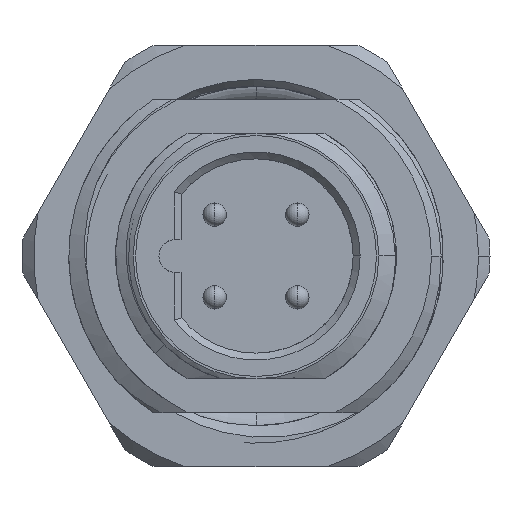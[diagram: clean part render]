
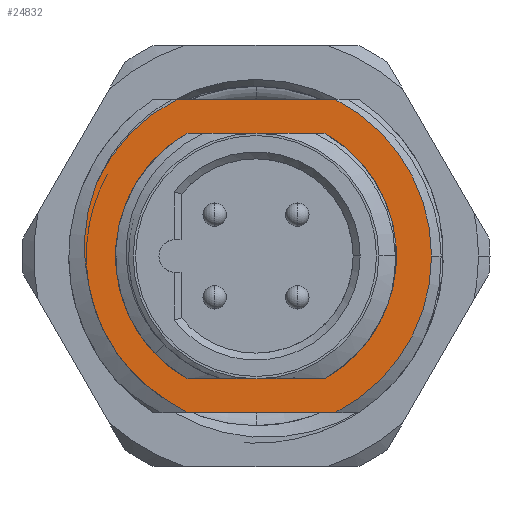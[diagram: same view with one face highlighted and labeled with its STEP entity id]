
A CAD part, left-side view. The second image highlights one B-rep face of the part: STEP entity #24832.
In plain terms, the highlighted planar face has unit normal (-1, 0, 0).
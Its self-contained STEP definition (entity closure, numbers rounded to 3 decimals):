
#90 = ORIENTED_EDGE ( 'NONE', *, *, #27044, .F. ) ;
#294 = AXIS2_PLACEMENT_3D ( 'NONE', #12323, #28895, #4480 ) ;
#1075 = VECTOR ( 'NONE', #16126, 1000. ) ;
#1361 = VERTEX_POINT ( 'NONE', #29774 ) ;
#1754 = CARTESIAN_POINT ( 'NONE',  ( -3.4, -2.905, -3.75 ) ) ;
#1859 = AXIS2_PLACEMENT_3D ( 'NONE', #17139, #12889, #15872 ) ;
#1977 = LINE ( 'NONE', #11409, #1075 ) ;
#2507 = CARTESIAN_POINT ( 'NONE',  ( -3.4, 7.048, -10.77 ) ) ;
#2815 = VERTEX_POINT ( 'NONE', #7458 ) ;
#3192 = LINE ( 'NONE', #20184, #8104 ) ;
#4215 = VERTEX_POINT ( 'NONE', #15090 ) ;
#4480 = DIRECTION ( 'NONE',  ( 0., 0.449, 0.893 ) ) ;
#4618 = VERTEX_POINT ( 'NONE', #29946 ) ;
#4904 = EDGE_CURVE ( 'NONE', #30743, #4215, #20605, .T. ) ;
#5437 = VERTEX_POINT ( 'NONE', #1754 ) ;
#5708 = ORIENTED_EDGE ( 'NONE', *, *, #8875, .T. ) ;
#5864 = DIRECTION ( 'NONE',  ( 0., 1., 0. ) ) ;
#6474 = VERTEX_POINT ( 'NONE', #25000 ) ;
#6778 = ORIENTED_EDGE ( 'NONE', *, *, #25454, .T. ) ;
#6882 = LINE ( 'NONE', #9393, #7814 ) ;
#7217 = CARTESIAN_POINT ( 'NONE',  ( -3.4, 5.72, -13.482 ) ) ;
#7372 = CARTESIAN_POINT ( 'NONE',  ( -3.4, 4.663, -14.574 ) ) ;
#7431 = AXIS2_PLACEMENT_3D ( 'NONE', #19830, #29482, #24744 ) ;
#7458 = CARTESIAN_POINT ( 'NONE',  ( -3.4, 2.905, -3.75 ) ) ;
#7814 = VECTOR ( 'NONE', #21522, 1000. ) ;
#8104 = VECTOR ( 'NONE', #5864, 1000. ) ;
#8415 = VERTEX_POINT ( 'NONE', #22951 ) ;
#8704 = CARTESIAN_POINT ( 'NONE',  ( -3.4, 3.24, -15.54 ) ) ;
#8782 = CARTESIAN_POINT ( 'NONE',  ( -3.4, 2.905, -14.25 ) ) ;
#8870 = CARTESIAN_POINT ( 'NONE',  ( -3.4, 3.37, -2.3 ) ) ;
#8875 = EDGE_CURVE ( 'NONE', #29092, #23168, #1977, .T. ) ;
#9219 = CARTESIAN_POINT ( 'NONE',  ( -3.4, 7.311, -9.538 ) ) ;
#9246 = CARTESIAN_POINT ( 'NONE',  ( -3.4, -3.37, -2.3 ) ) ;
#9393 = CARTESIAN_POINT ( 'NONE',  ( -3.4, -3.37, -15.7 ) ) ;
#9583 = CARTESIAN_POINT ( 'NONE',  ( -3.4, 6.907, -11.26 ) ) ;
#9825 = CARTESIAN_POINT ( 'NONE',  ( -3.4, 6.958, -6.231 ) ) ;
#9850 = ORIENTED_EDGE ( 'NONE', *, *, #22115, .T. ) ;
#11218 = CARTESIAN_POINT ( 'NONE',  ( -3.4, 2.924, -15.7 ) ) ;
#11409 = CARTESIAN_POINT ( 'NONE',  ( -3.4, -2.905, -14.25 ) ) ;
#11580 = CARTESIAN_POINT ( 'NONE',  ( -3.4, 7.068, -6.588 ) ) ;
#11606 = DIRECTION ( 'NONE',  ( 0., 1., 0. ) ) ;
#11762 = LINE ( 'NONE', #9246, #17912 ) ;
#12132 = CARTESIAN_POINT ( 'NONE',  ( -3.4, 3.834, -15.154 ) ) ;
#12133 = FACE_OUTER_BOUND ( 'NONE', #18028, .T. ) ;
#12281 = DIRECTION ( 'NONE',  ( -1., 0., 0. ) ) ;
#12323 = CARTESIAN_POINT ( 'NONE',  ( -3.4, 0., -9. ) ) ;
#12775 = EDGE_CURVE ( 'NONE', #5437, #2815, #3192, .T. ) ;
#12889 = DIRECTION ( 'NONE',  ( -1., 0., 0. ) ) ;
#14372 = CIRCLE ( 'NONE', #20916, 7.5 ) ;
#14498 = PLANE ( 'NONE',  #27537 ) ;
#14605 = CARTESIAN_POINT ( 'NONE',  ( -3.4, 3.834, -15.154 ) ) ;
#15071 = CARTESIAN_POINT ( 'NONE',  ( -3.4, -7.5, -9. ) ) ;
#15090 = CARTESIAN_POINT ( 'NONE',  ( -3.4, 2.924, -15.7 ) ) ;
#15548 = VERTEX_POINT ( 'NONE', #15071 ) ;
#15645 = EDGE_CURVE ( 'NONE', #8415, #15548, #19849, .T. ) ;
#15872 = DIRECTION ( 'NONE',  ( 0., -0.484, -0.875 ) ) ;
#16126 = DIRECTION ( 'NONE',  ( 0., 1., 0. ) ) ;
#16905 = CARTESIAN_POINT ( 'NONE',  ( -3.4, 6.821, -5.882 ) ) ;
#16974 = ORIENTED_EDGE ( 'NONE', *, *, #12775, .F. ) ;
#17127 = ORIENTED_EDGE ( 'NONE', *, *, #17263, .T. ) ;
#17139 = CARTESIAN_POINT ( 'NONE',  ( -3.4, 0., -9. ) ) ;
#17263 = EDGE_CURVE ( 'NONE', #23845, #1361, #21406, .T. ) ;
#17651 = ORIENTED_EDGE ( 'NONE', *, *, #19405, .T. ) ;
#17912 = VECTOR ( 'NONE', #11606, 1000. ) ;
#18028 = EDGE_LOOP ( 'NONE', ( #17127, #17651, #23271, #29480, #20192, #27084, #6778, #9850 ) ) ;
#18919 = DIRECTION ( 'NONE',  ( 0., 0., 1. ) ) ;
#19405 = EDGE_CURVE ( 'NONE', #1361, #6474, #20589, .T. ) ;
#19830 = CARTESIAN_POINT ( 'NONE',  ( -3.4, 0., -9. ) ) ;
#19849 = CIRCLE ( 'NONE', #26430, 7.5 ) ;
#20184 = CARTESIAN_POINT ( 'NONE',  ( -3.4, -2.905, -3.75 ) ) ;
#20192 = ORIENTED_EDGE ( 'NONE', *, *, #30143, .F. ) ;
#20589 = B_SPLINE_CURVE_WITH_KNOTS ( 'NONE', 3,
 ( #16905, #9825, #11580, #26549, #29068, #30831, #9219, #29375 ),
 .UNSPECIFIED., .F., .F.,
 ( 4, 2, 2, 4 ),
 ( 0., 0.001, 0.002, 0.004 ),
 .UNSPECIFIED. ) ;
#20605 = B_SPLINE_CURVE_WITH_KNOTS ( 'NONE', 3,
 ( #29560, #27029, #8704, #11218 ),
 .UNSPECIFIED., .F., .F.,
 ( 4, 4 ),
 ( 0., 0.001 ),
 .UNSPECIFIED. ) ;
#20916 = AXIS2_PLACEMENT_3D ( 'NONE', #30370, #27839, #22794 ) ;
#21281 = CARTESIAN_POINT ( 'NONE',  ( -3.4, 0., -9. ) ) ;
#21406 = CIRCLE ( 'NONE', #294, 7.5 ) ;
#21522 = DIRECTION ( 'NONE',  ( 0., 1., 0. ) ) ;
#21858 = DIRECTION ( 'NONE',  ( -1., 0., 0. ) ) ;
#22115 = EDGE_CURVE ( 'NONE', #4618, #23845, #11762, .T. ) ;
#22169 = DIRECTION ( 'NONE',  ( 0., -0.449, -0.893 ) ) ;
#22794 = DIRECTION ( 'NONE',  ( 0., -0.449, -0.893 ) ) ;
#22951 = CARTESIAN_POINT ( 'NONE',  ( -3.4, -3.37, -15.7 ) ) ;
#23168 = VERTEX_POINT ( 'NONE', #8782 ) ;
#23271 = ORIENTED_EDGE ( 'NONE', *, *, #25185, .T. ) ;
#23483 = CIRCLE ( 'NONE', #1859, 6. ) ;
#23845 = VERTEX_POINT ( 'NONE', #8870 ) ;
#24095 = CARTESIAN_POINT ( 'NONE',  ( -3.4, 0., -9. ) ) ;
#24265 = EDGE_LOOP ( 'NONE', ( #16974, #90, #5708, #26477 ) ) ;
#24744 = DIRECTION ( 'NONE',  ( 0., 0.484, 0.875 ) ) ;
#24832 = ADVANCED_FACE ( 'NONE', ( #12133, #28558 ), #14498, .T. ) ;
#25000 = CARTESIAN_POINT ( 'NONE',  ( -3.4, 7.138, -10.269 ) ) ;
#25185 = EDGE_CURVE ( 'NONE', #6474, #30743, #28691, .T. ) ;
#25454 = EDGE_CURVE ( 'NONE', #15548, #4618, #14372, .T. ) ;
#25993 = CARTESIAN_POINT ( 'NONE',  ( -3.4, 4.266, -14.884 ) ) ;
#26149 = CARTESIAN_POINT ( 'NONE',  ( -3.4, 6.29, -12.64 ) ) ;
#26338 = CARTESIAN_POINT ( 'NONE',  ( -3.4, -2.905, -14.25 ) ) ;
#26430 = AXIS2_PLACEMENT_3D ( 'NONE', #24095, #21858, #22169 ) ;
#26477 = ORIENTED_EDGE ( 'NONE', *, *, #31177, .F. ) ;
#26549 = CARTESIAN_POINT ( 'NONE',  ( -3.4, 7.232, -7.313 ) ) ;
#27029 = CARTESIAN_POINT ( 'NONE',  ( -3.4, 3.544, -15.358 ) ) ;
#27044 = EDGE_CURVE ( 'NONE', #29092, #5437, #23483, .T. ) ;
#27084 = ORIENTED_EDGE ( 'NONE', *, *, #15645, .T. ) ;
#27537 = AXIS2_PLACEMENT_3D ( 'NONE', #21281, #12281, #18919 ) ;
#27839 = DIRECTION ( 'NONE',  ( -1., 0., 0. ) ) ;
#28516 = CARTESIAN_POINT ( 'NONE',  ( -3.4, 7.138, -10.269 ) ) ;
#28558 = FACE_BOUND ( 'NONE', #24265, .T. ) ;
#28691 = B_SPLINE_CURVE_WITH_KNOTS ( 'NONE', 3,
 ( #28516, #2507, #9583, #28819, #26149, #7217, #28966, #7372, #25993, #14605 ),
 .UNSPECIFIED., .F., .F.,
 ( 4, 2, 2, 2, 4 ),
 ( 0., 0.002, 0.003, 0.005, 0.006 ),
 .UNSPECIFIED. ) ;
#28819 = CARTESIAN_POINT ( 'NONE',  ( -3.4, 6.529, -12.193 ) ) ;
#28895 = DIRECTION ( 'NONE',  ( -1., 0., 0. ) ) ;
#28966 = CARTESIAN_POINT ( 'NONE',  ( -3.4, 5.391, -13.874 ) ) ;
#29068 = CARTESIAN_POINT ( 'NONE',  ( -3.4, 7.288, -7.685 ) ) ;
#29077 = CIRCLE ( 'NONE', #7431, 6. ) ;
#29092 = VERTEX_POINT ( 'NONE', #26338 ) ;
#29375 = CARTESIAN_POINT ( 'NONE',  ( -3.4, 7.138, -10.269 ) ) ;
#29480 = ORIENTED_EDGE ( 'NONE', *, *, #4904, .T. ) ;
#29482 = DIRECTION ( 'NONE',  ( -1., 0., 0. ) ) ;
#29560 = CARTESIAN_POINT ( 'NONE',  ( -3.4, 3.834, -15.154 ) ) ;
#29774 = CARTESIAN_POINT ( 'NONE',  ( -3.4, 6.821, -5.882 ) ) ;
#29946 = CARTESIAN_POINT ( 'NONE',  ( -3.4, -3.37, -2.3 ) ) ;
#30143 = EDGE_CURVE ( 'NONE', #8415, #4215, #6882, .T. ) ;
#30370 = CARTESIAN_POINT ( 'NONE',  ( -3.4, 0., -9. ) ) ;
#30743 = VERTEX_POINT ( 'NONE', #12132 ) ;
#30831 = CARTESIAN_POINT ( 'NONE',  ( -3.4, 7.369, -8.801 ) ) ;
#31177 = EDGE_CURVE ( 'NONE', #2815, #23168, #29077, .T. ) ;
